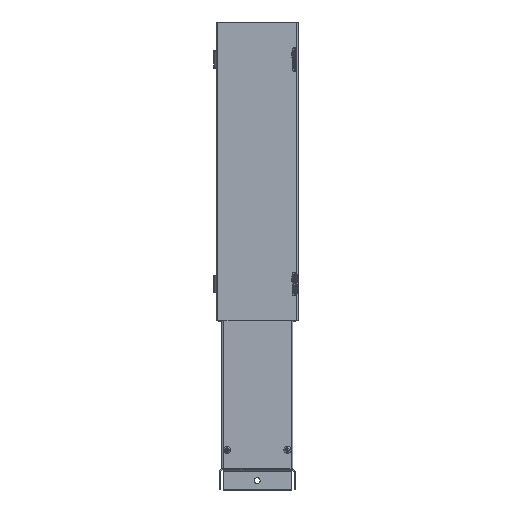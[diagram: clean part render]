
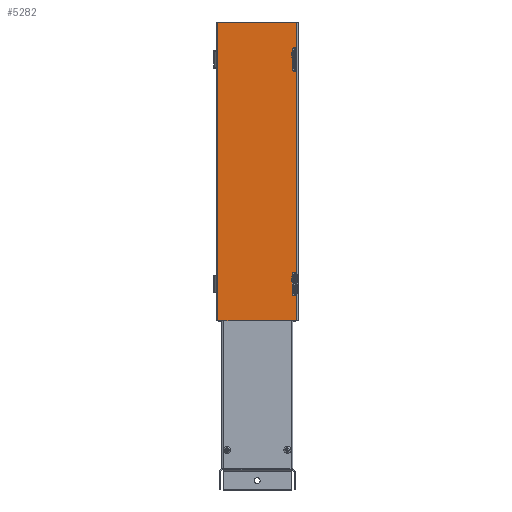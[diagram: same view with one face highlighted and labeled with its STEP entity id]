
A CAD part, top view. The second image highlights one B-rep face of the part: STEP entity #5282.
In plain terms, the highlighted planar face has unit normal (0, 0, 1).
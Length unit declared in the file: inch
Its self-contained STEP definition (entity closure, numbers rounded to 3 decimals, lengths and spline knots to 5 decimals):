
#110 = EDGE_CURVE ( 'NONE', #8348, #14023, #3870, .T. ) ;
#113 = DIRECTION ( 'NONE',  ( 1., 0., 0. ) ) ;
#125 = CARTESIAN_POINT ( 'NONE',  ( -2.096, -7.96875, 2.0425 ) ) ;
#540 = DIRECTION ( 'NONE',  ( 0., 1., 0. ) ) ;
#648 = FACE_OUTER_BOUND ( 'NONE', #4329, .T. ) ;
#761 = AXIS2_PLACEMENT_3D ( 'NONE', #1818, #1989, #11478 ) ;
#771 = CARTESIAN_POINT ( 'NONE',  ( 2.096, 6.56625, 2.0425 ) ) ;
#783 = EDGE_CURVE ( 'NONE', #4188, #14552, #7572, .T. ) ;
#838 = ORIENTED_EDGE ( 'NONE', *, *, #11886, .T. ) ;
#1053 = VECTOR ( 'NONE', #2343, 39.37008 ) ;
#1260 = ORIENTED_EDGE ( 'NONE', *, *, #6236, .F. ) ;
#1438 = VECTOR ( 'NONE', #11474, 39.37008 ) ;
#1722 = CARTESIAN_POINT ( 'NONE',  ( 1.865, -7.96875, 2.0425 ) ) ;
#1818 = CARTESIAN_POINT ( 'NONE',  ( 2.096, -7.96875, 2.0425 ) ) ;
#1989 = DIRECTION ( 'NONE',  ( 0., 0., 1. ) ) ;
#2037 = CARTESIAN_POINT ( 'NONE',  ( 1.865, -5.5, 2.0425 ) ) ;
#2343 = DIRECTION ( 'NONE',  ( 1., 0., 0. ) ) ;
#2395 = ORIENTED_EDGE ( 'NONE', *, *, #6251, .T. ) ;
#2470 = VERTEX_POINT ( 'NONE', #12047 ) ;
#3122 = CARTESIAN_POINT ( 'NONE',  ( 1.99, -5.5, 2.0425 ) ) ;
#3195 = AXIS2_PLACEMENT_3D ( 'NONE', #7995, #5400, #113 ) ;
#3416 = DIRECTION ( 'NONE',  ( 0., 0., -1. ) ) ;
#3506 = CARTESIAN_POINT ( 'NONE',  ( -2.096, 7.96875, 2.0425 ) ) ;
#3870 = LINE ( 'NONE', #17184, #1053 ) ;
#3962 = EDGE_CURVE ( 'NONE', #6300, #10012, #16388, .T. ) ;
#4188 = VERTEX_POINT ( 'NONE', #5758 ) ;
#4242 = DIRECTION ( 'NONE',  ( 0., -1., 0. ) ) ;
#4329 = EDGE_LOOP ( 'NONE', ( #1260, #12912, #16752, #17082, #17561, #12391, #9731, #2395, #8387, #838, #9792, #4549 ) ) ;
#4549 = ORIENTED_EDGE ( 'NONE', *, *, #17587, .T. ) ;
#4889 = AXIS2_PLACEMENT_3D ( 'NONE', #16993, #3416, #6376 ) ;
#4977 = VECTOR ( 'NONE', #4242, 39.37008 ) ;
#5282 = ADVANCED_FACE ( 'NONE', ( #648 ), #6029, .T. ) ;
#5400 = DIRECTION ( 'NONE',  ( 0., 0., -1. ) ) ;
#5555 = EDGE_CURVE ( 'NONE', #14153, #6300, #5641, .T. ) ;
#5641 = CIRCLE ( 'NONE', #15064, 0.125 ) ;
#5672 = VECTOR ( 'NONE', #13886, 39.37008 ) ;
#5758 = CARTESIAN_POINT ( 'NONE',  ( 2.096, -7.96875, 2.0425 ) ) ;
#5791 = VECTOR ( 'NONE', #7441, 39.37008 ) ;
#6025 = LINE ( 'NONE', #1722, #1438 ) ;
#6029 = PLANE ( 'NONE',  #761 ) ;
#6066 = CARTESIAN_POINT ( 'NONE',  ( 1.865, 5.5, 2.0425 ) ) ;
#6236 = EDGE_CURVE ( 'NONE', #4188, #2470, #13717, .T. ) ;
#6251 = EDGE_CURVE ( 'NONE', #13243, #16041, #11220, .T. ) ;
#6300 = VERTEX_POINT ( 'NONE', #11397 ) ;
#6376 = DIRECTION ( 'NONE',  ( 1., 0., 0. ) ) ;
#6989 = EDGE_CURVE ( 'NONE', #14552, #8256, #10629, .T. ) ;
#7441 = DIRECTION ( 'NONE',  ( 0., 1., 0. ) ) ;
#7493 = CARTESIAN_POINT ( 'NONE',  ( 2.096, 7.96875, 2.0425 ) ) ;
#7572 = LINE ( 'NONE', #10623, #9345 ) ;
#7995 = CARTESIAN_POINT ( 'NONE',  ( 1.99, -6.5, 2.0425 ) ) ;
#8256 = VERTEX_POINT ( 'NONE', #12313 ) ;
#8299 = DIRECTION ( 'NONE',  ( 0., 0., -1. ) ) ;
#8348 = VERTEX_POINT ( 'NONE', #3506 ) ;
#8387 = ORIENTED_EDGE ( 'NONE', *, *, #11589, .T. ) ;
#9339 = CARTESIAN_POINT ( 'NONE',  ( 2.096, -6.56625, 2.0425 ) ) ;
#9345 = VECTOR ( 'NONE', #16076, 39.37008 ) ;
#9442 = CIRCLE ( 'NONE', #16590, 0.125 ) ;
#9466 = CARTESIAN_POINT ( 'NONE',  ( 1.865, 6.5, 2.0425 ) ) ;
#9683 = CARTESIAN_POINT ( 'NONE',  ( 2.096, -7.96875, 2.0425 ) ) ;
#9731 = ORIENTED_EDGE ( 'NONE', *, *, #15858, .T. ) ;
#9792 = ORIENTED_EDGE ( 'NONE', *, *, #110, .F. ) ;
#10012 = VERTEX_POINT ( 'NONE', #11046 ) ;
#10017 = LINE ( 'NONE', #16722, #12891 ) ;
#10503 = DIRECTION ( 'NONE',  ( 0., 0., -1. ) ) ;
#10623 = CARTESIAN_POINT ( 'NONE',  ( 2.096, -7.96875, 2.0425 ) ) ;
#10629 = CIRCLE ( 'NONE', #3195, 0.125 ) ;
#11034 = DIRECTION ( 'NONE',  ( -1., 0., 0. ) ) ;
#11046 = CARTESIAN_POINT ( 'NONE',  ( 2.096, 5.43375, 2.0425 ) ) ;
#11220 = LINE ( 'NONE', #15672, #5791 ) ;
#11397 = CARTESIAN_POINT ( 'NONE',  ( 2.096, -5.43375, 2.0425 ) ) ;
#11474 = DIRECTION ( 'NONE',  ( 0., 1., 0. ) ) ;
#11478 = DIRECTION ( 'NONE',  ( 1., 0., 0. ) ) ;
#11589 = EDGE_CURVE ( 'NONE', #16041, #13385, #14892, .T. ) ;
#11886 = EDGE_CURVE ( 'NONE', #13385, #14023, #10017, .T. ) ;
#12047 = CARTESIAN_POINT ( 'NONE',  ( -2.096, -7.96875, 2.0425 ) ) ;
#12313 = CARTESIAN_POINT ( 'NONE',  ( 1.865, -6.5, 2.0425 ) ) ;
#12391 = ORIENTED_EDGE ( 'NONE', *, *, #3962, .T. ) ;
#12562 = CARTESIAN_POINT ( 'NONE',  ( -2.096, -7.96875, 2.0425 ) ) ;
#12891 = VECTOR ( 'NONE', #540, 39.37008 ) ;
#12912 = ORIENTED_EDGE ( 'NONE', *, *, #783, .T. ) ;
#13095 = DIRECTION ( 'NONE',  ( 1., 0., 0. ) ) ;
#13243 = VERTEX_POINT ( 'NONE', #6066 ) ;
#13385 = VERTEX_POINT ( 'NONE', #771 ) ;
#13717 = LINE ( 'NONE', #125, #15772 ) ;
#13724 = LINE ( 'NONE', #12562, #4977 ) ;
#13886 = DIRECTION ( 'NONE',  ( 0., 1., 0. ) ) ;
#14023 = VERTEX_POINT ( 'NONE', #7493 ) ;
#14032 = DIRECTION ( 'NONE',  ( 1., 0., 0. ) ) ;
#14153 = VERTEX_POINT ( 'NONE', #2037 ) ;
#14552 = VERTEX_POINT ( 'NONE', #9339 ) ;
#14892 = CIRCLE ( 'NONE', #4889, 0.125 ) ;
#15027 = EDGE_CURVE ( 'NONE', #8256, #14153, #6025, .T. ) ;
#15064 = AXIS2_PLACEMENT_3D ( 'NONE', #3122, #8299, #14032 ) ;
#15672 = CARTESIAN_POINT ( 'NONE',  ( 1.865, -7.96875, 2.0425 ) ) ;
#15772 = VECTOR ( 'NONE', #11034, 39.37008 ) ;
#15858 = EDGE_CURVE ( 'NONE', #10012, #13243, #9442, .T. ) ;
#16041 = VERTEX_POINT ( 'NONE', #9466 ) ;
#16076 = DIRECTION ( 'NONE',  ( 0., 1., 0. ) ) ;
#16388 = LINE ( 'NONE', #9683, #5672 ) ;
#16590 = AXIS2_PLACEMENT_3D ( 'NONE', #17104, #10503, #13095 ) ;
#16722 = CARTESIAN_POINT ( 'NONE',  ( 2.096, -7.96875, 2.0425 ) ) ;
#16752 = ORIENTED_EDGE ( 'NONE', *, *, #6989, .T. ) ;
#16993 = CARTESIAN_POINT ( 'NONE',  ( 1.99, 6.5, 2.0425 ) ) ;
#17082 = ORIENTED_EDGE ( 'NONE', *, *, #15027, .T. ) ;
#17104 = CARTESIAN_POINT ( 'NONE',  ( 1.99, 5.5, 2.0425 ) ) ;
#17184 = CARTESIAN_POINT ( 'NONE',  ( 2.096, 7.96875, 2.0425 ) ) ;
#17561 = ORIENTED_EDGE ( 'NONE', *, *, #5555, .T. ) ;
#17587 = EDGE_CURVE ( 'NONE', #8348, #2470, #13724, .T. ) ;
